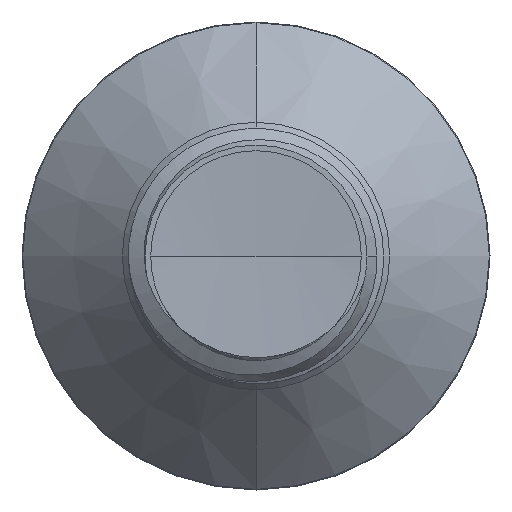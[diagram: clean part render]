
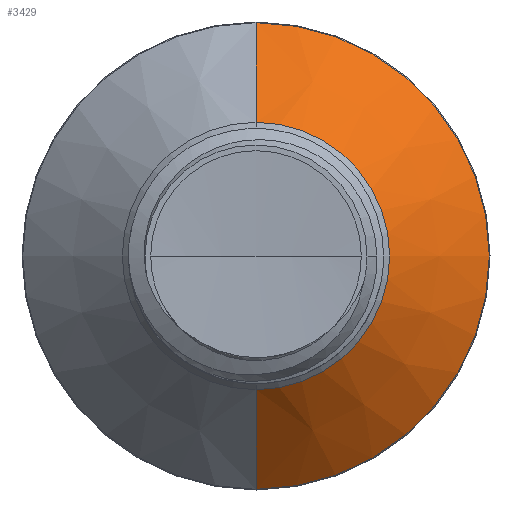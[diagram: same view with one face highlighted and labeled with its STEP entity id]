
A CAD part, front view. The second image highlights one B-rep face of the part: STEP entity #3429.
In plain terms, the highlighted conical face has half-angle 45 degrees and reference radius 3.141 mm.
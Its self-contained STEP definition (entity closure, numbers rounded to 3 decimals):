
#438 = EDGE_CURVE ( 'NONE', #12738, #7131, #7461, .T. ) ;
#500 = CARTESIAN_POINT ( 'NONE',  ( 0., 3.969, -3.141 ) ) ;
#1219 = EDGE_CURVE ( 'NONE', #7131, #13784, #13494, .T. ) ;
#1334 = DIRECTION ( 'NONE',  ( 0., 0., 1. ) ) ;
#1346 = DIRECTION ( 'NONE',  ( 0., 1., 0. ) ) ;
#1364 = CARTESIAN_POINT ( 'NONE',  ( 0., 3.969, 0. ) ) ;
#1861 = DIRECTION ( 'NONE',  ( 0., 1., 0. ) ) ;
#1889 = DIRECTION ( 'NONE',  ( 0., 0., 1. ) ) ;
#1983 = CARTESIAN_POINT ( 'NONE',  ( 0., 3.969, 0. ) ) ;
#2191 = ORIENTED_EDGE ( 'NONE', *, *, #3574, .T. ) ;
#2791 = EDGE_CURVE ( 'NONE', #13255, #13784, #12338, .T. ) ;
#3418 = VECTOR ( 'NONE', #3939, 1000. ) ;
#3429 = ADVANCED_FACE ( 'NONE', ( #10470 ), #12454, .T. ) ;
#3574 = EDGE_CURVE ( 'NONE', #12738, #13255, #6415, .T. ) ;
#3918 = CARTESIAN_POINT ( 'NONE',  ( 0., 3.969, -3.141 ) ) ;
#3939 = DIRECTION ( 'NONE',  ( 0., 0.707, -0.707 ) ) ;
#4337 = VECTOR ( 'NONE', #10342, 1000. ) ;
#5125 = AXIS2_PLACEMENT_3D ( 'NONE', #1983, #1861, #1889 ) ;
#5354 = ORIENTED_EDGE ( 'NONE', *, *, #2791, .T. ) ;
#5785 = EDGE_LOOP ( 'NONE', ( #2191, #5354, #8432, #11328 ) ) ;
#6031 = AXIS2_PLACEMENT_3D ( 'NONE', #7521, #7507, #7441 ) ;
#6415 = CIRCLE ( 'NONE', #11177, 3.141 ) ;
#6464 = CARTESIAN_POINT ( 'NONE',  ( 0., 6.31, 5.483 ) ) ;
#7131 = VERTEX_POINT ( 'NONE', #6464 ) ;
#7441 = DIRECTION ( 'NONE',  ( 0., 0., 1. ) ) ;
#7461 = LINE ( 'NONE', #10300, #4337 ) ;
#7507 = DIRECTION ( 'NONE',  ( 0., 1., 0. ) ) ;
#7521 = CARTESIAN_POINT ( 'NONE',  ( 0., 6.31, 0. ) ) ;
#8432 = ORIENTED_EDGE ( 'NONE', *, *, #1219, .F. ) ;
#10300 = CARTESIAN_POINT ( 'NONE',  ( 0., 3.969, 3.141 ) ) ;
#10342 = DIRECTION ( 'NONE',  ( 0., 0.707, 0.707 ) ) ;
#10470 = FACE_OUTER_BOUND ( 'NONE', #5785, .T. ) ;
#10795 = CARTESIAN_POINT ( 'NONE',  ( 0., 6.31, -5.483 ) ) ;
#11177 = AXIS2_PLACEMENT_3D ( 'NONE', #1364, #1346, #1334 ) ;
#11328 = ORIENTED_EDGE ( 'NONE', *, *, #438, .F. ) ;
#11586 = CARTESIAN_POINT ( 'NONE',  ( 0., 3.969, 3.141 ) ) ;
#12338 = LINE ( 'NONE', #3918, #3418 ) ;
#12454 = CONICAL_SURFACE ( 'NONE', #5125, 3.141, 0.785 ) ;
#12738 = VERTEX_POINT ( 'NONE', #11586 ) ;
#13255 = VERTEX_POINT ( 'NONE', #500 ) ;
#13494 = CIRCLE ( 'NONE', #6031, 5.483 ) ;
#13784 = VERTEX_POINT ( 'NONE', #10795 ) ;
